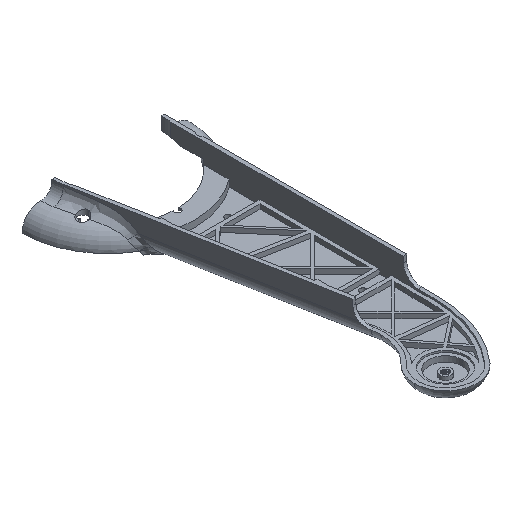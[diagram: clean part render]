
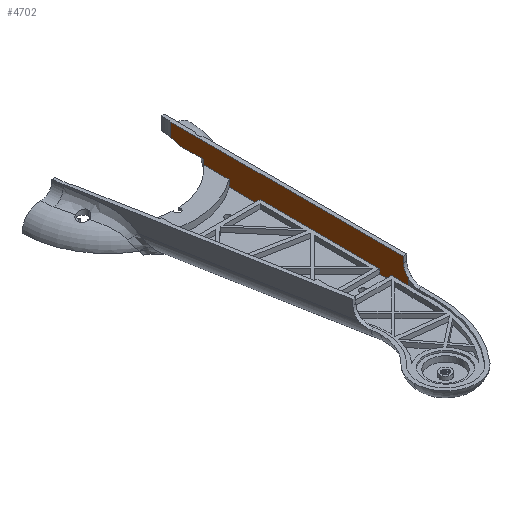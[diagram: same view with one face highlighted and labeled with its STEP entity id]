
A CAD part, isometric view. The second image highlights one B-rep face of the part: STEP entity #4702.
In plain terms, the highlighted planar face has unit normal (-1, 0, 0).
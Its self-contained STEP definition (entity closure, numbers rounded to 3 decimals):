
#46 = CARTESIAN_POINT ( 'NONE',  ( 28., -36.497, 8. ) ) ;
#56 = ORIENTED_EDGE ( 'NONE', *, *, #3153, .F. ) ;
#87 = EDGE_CURVE ( 'NONE', #5097, #6830, #3243, .T. ) ;
#127 = CARTESIAN_POINT ( 'NONE',  ( 28., -5.315, 12. ) ) ;
#194 = ORIENTED_EDGE ( 'NONE', *, *, #2302, .T. ) ;
#288 = VECTOR ( 'NONE', #5343, 1000. ) ;
#323 = DIRECTION ( 'NONE',  ( 0., -1., 0. ) ) ;
#352 = CARTESIAN_POINT ( 'NONE',  ( 28., -5.315, 10.5 ) ) ;
#455 = EDGE_CURVE ( 'NONE', #3722, #2820, #6324, .T. ) ;
#470 = VECTOR ( 'NONE', #323, 1000. ) ;
#547 = EDGE_CURVE ( 'NONE', #7855, #7874, #5187, .T. ) ;
#548 = EDGE_CURVE ( 'NONE', #3247, #2399, #4001, .T. ) ;
#579 = CARTESIAN_POINT ( 'NONE',  ( 28., -10.77, 10.5 ) ) ;
#622 = CARTESIAN_POINT ( 'NONE',  ( 28., -22.627, 8. ) ) ;
#662 = DIRECTION ( 'NONE',  ( 0., 1., 0. ) ) ;
#695 = ORIENTED_EDGE ( 'NONE', *, *, #6036, .T. ) ;
#742 = VECTOR ( 'NONE', #4860, 1000. ) ;
#753 = VECTOR ( 'NONE', #7935, 1000. ) ;
#1226 = LINE ( 'NONE', #3539, #288 ) ;
#1319 = DIRECTION ( 'NONE',  ( 0., -1., 0. ) ) ;
#1396 = CARTESIAN_POINT ( 'NONE',  ( 28., -123., 4.5 ) ) ;
#1494 = CARTESIAN_POINT ( 'NONE',  ( 28., -22.627, 10.5 ) ) ;
#1581 = EDGE_CURVE ( 'NONE', #5846, #2708, #3272, .T. ) ;
#1587 = VECTOR ( 'NONE', #6765, 1000. ) ;
#1694 = LINE ( 'NONE', #3706, #742 ) ;
#2067 = EDGE_CURVE ( 'NONE', #6817, #3247, #6449, .T. ) ;
#2126 = VERTEX_POINT ( 'NONE', #46 ) ;
#2141 = ORIENTED_EDGE ( 'NONE', *, *, #1581, .F. ) ;
#2182 = VECTOR ( 'NONE', #3602, 1000. ) ;
#2223 = EDGE_CURVE ( 'NONE', #6434, #6830, #5451, .T. ) ;
#2302 = EDGE_CURVE ( 'NONE', #5097, #7055, #6423, .T. ) ;
#2308 = CARTESIAN_POINT ( 'NONE',  ( 28., -129.612, 16. ) ) ;
#2377 = CARTESIAN_POINT ( 'NONE',  ( 28., -123., 4.5 ) ) ;
#2386 = EDGE_CURVE ( 'NONE', #2708, #2126, #8012, .T. ) ;
#2399 = VERTEX_POINT ( 'NONE', #7973 ) ;
#2538 = CARTESIAN_POINT ( 'NONE',  ( 28., -8.979, 11.143 ) ) ;
#2617 = CARTESIAN_POINT ( 'NONE',  ( 28., 0., 19. ) ) ;
#2678 = VERTEX_POINT ( 'NONE', #7883 ) ;
#2707 = VECTOR ( 'NONE', #5691, 1000. ) ;
#2708 = VERTEX_POINT ( 'NONE', #4741 ) ;
#2726 = CARTESIAN_POINT ( 'NONE',  ( 28., -129.612, 16. ) ) ;
#2733 = LINE ( 'NONE', #5367, #3034 ) ;
#2777 = ORIENTED_EDGE ( 'NONE', *, *, #6277, .F. ) ;
#2778 = LINE ( 'NONE', #4800, #470 ) ;
#2817 = ORIENTED_EDGE ( 'NONE', *, *, #3479, .T. ) ;
#2820 = VERTEX_POINT ( 'NONE', #2308 ) ;
#2935 = FACE_OUTER_BOUND ( 'NONE', #3975, .T. ) ;
#2968 = ORIENTED_EDGE ( 'NONE', *, *, #7592, .F. ) ;
#3004 = EDGE_CURVE ( 'NONE', #2820, #7855, #7680, .T. ) ;
#3013 = CARTESIAN_POINT ( 'NONE',  ( 28., -117., 7. ) ) ;
#3034 = VECTOR ( 'NONE', #4629, 1000. ) ;
#3054 = DIRECTION ( 'NONE',  ( -1., 0., 0. ) ) ;
#3102 = LINE ( 'NONE', #3647, #8103 ) ;
#3153 = EDGE_CURVE ( 'NONE', #2399, #3722, #7006, .T. ) ;
#3243 = LINE ( 'NONE', #7579, #6605 ) ;
#3247 = VERTEX_POINT ( 'NONE', #4968 ) ;
#3272 = LINE ( 'NONE', #5783, #5648 ) ;
#3384 = CARTESIAN_POINT ( 'NONE',  ( 28., -53., 7. ) ) ;
#3479 = EDGE_CURVE ( 'NONE', #6817, #7860, #2778, .T. ) ;
#3539 = CARTESIAN_POINT ( 'NONE',  ( 28., -131.995, 7. ) ) ;
#3560 = CARTESIAN_POINT ( 'NONE',  ( 28., -129.612, 19. ) ) ;
#3600 = DIRECTION ( 'NONE',  ( 0., -1., 0. ) ) ;
#3602 = DIRECTION ( 'NONE',  ( 0., 0., 1. ) ) ;
#3638 = VECTOR ( 'NONE', #6692, 1000. ) ;
#3639 = CARTESIAN_POINT ( 'NONE',  ( 28., -117., 4.5 ) ) ;
#3647 = CARTESIAN_POINT ( 'NONE',  ( 28., -117., 7. ) ) ;
#3656 = ORIENTED_EDGE ( 'NONE', *, *, #4152, .F. ) ;
#3706 = CARTESIAN_POINT ( 'NONE',  ( 28., -53., 7. ) ) ;
#3720 = CARTESIAN_POINT ( 'NONE',  ( 28., -36.497, 7. ) ) ;
#3722 = VERTEX_POINT ( 'NONE', #3560 ) ;
#3741 = ORIENTED_EDGE ( 'NONE', *, *, #547, .F. ) ;
#3862 = CARTESIAN_POINT ( 'NONE',  ( 28., -129.612, 13.85 ) ) ;
#3975 = EDGE_LOOP ( 'NONE', ( #2968, #7661, #7994, #194, #6847, #695, #3741, #4994, #4174, #56, #7814, #7957, #2817, #5879, #2777, #6624, #2141, #3656 ) ) ;
#4001 = LINE ( 'NONE', #352, #7717 ) ;
#4086 = CARTESIAN_POINT ( 'NONE',  ( 28., -131.995, 183.645 ) ) ;
#4133 = CARTESIAN_POINT ( 'NONE',  ( 28., -10.77, 10.5 ) ) ;
#4152 = EDGE_CURVE ( 'NONE', #7834, #5846, #1694, .T. ) ;
#4174 = ORIENTED_EDGE ( 'NONE', *, *, #455, .F. ) ;
#4247 = EDGE_CURVE ( 'NONE', #2678, #7055, #5602, .T. ) ;
#4294 = DIRECTION ( 'NONE',  ( 0., 1., 0. ) ) ;
#4360 = DIRECTION ( 'NONE',  ( 0., 1., 0. ) ) ;
#4409 = CARTESIAN_POINT ( 'NONE',  ( 28., -131.995, 10.344 ) ) ;
#4629 = DIRECTION ( 'NONE',  ( 0., 1., 0. ) ) ;
#4702 = ADVANCED_FACE ( 'NONE', ( #2935 ), #5616, .T. ) ;
#4741 = CARTESIAN_POINT ( 'NONE',  ( 28., -36.497, 4.5 ) ) ;
#4794 = VECTOR ( 'NONE', #6042, 1000. ) ;
#4800 = CARTESIAN_POINT ( 'NONE',  ( 28., 0., 10.5 ) ) ;
#4808 = AXIS2_PLACEMENT_3D ( 'NONE', #7435, #3054, #3600 ) ;
#4860 = DIRECTION ( 'NONE',  ( 0., 0., -1. ) ) ;
#4968 = CARTESIAN_POINT ( 'NONE',  ( 28., -5.315, 12. ) ) ;
#4973 = CARTESIAN_POINT ( 'NONE',  ( 28., -129.612, 16. ) ) ;
#4982 = VERTEX_POINT ( 'NONE', #622 ) ;
#4994 = ORIENTED_EDGE ( 'NONE', *, *, #3004, .F. ) ;
#5097 = VERTEX_POINT ( 'NONE', #2377 ) ;
#5187 = LINE ( 'NONE', #4086, #3638 ) ;
#5343 = DIRECTION ( 'NONE',  ( 0., 0., 1. ) ) ;
#5367 = CARTESIAN_POINT ( 'NONE',  ( 28., -147.321, 8. ) ) ;
#5451 = LINE ( 'NONE', #6464, #4794 ) ;
#5602 = LINE ( 'NONE', #8120, #6391 ) ;
#5616 = PLANE ( 'NONE',  #4808 ) ;
#5648 = VECTOR ( 'NONE', #4360, 1000. ) ;
#5657 = DIRECTION ( 'NONE',  ( 0., 1., 0. ) ) ;
#5691 = DIRECTION ( 'NONE',  ( 0., 0., -1. ) ) ;
#5766 = EDGE_CURVE ( 'NONE', #7860, #4982, #6688, .T. ) ;
#5783 = CARTESIAN_POINT ( 'NONE',  ( 28., -123., 4.5 ) ) ;
#5846 = VERTEX_POINT ( 'NONE', #7503 ) ;
#5879 = ORIENTED_EDGE ( 'NONE', *, *, #5766, .T. ) ;
#6036 = EDGE_CURVE ( 'NONE', #2678, #7874, #1226, .T. ) ;
#6042 = DIRECTION ( 'NONE',  ( 0., 0., -1. ) ) ;
#6277 = EDGE_CURVE ( 'NONE', #2126, #4982, #2733, .T. ) ;
#6303 = CARTESIAN_POINT ( 'NONE',  ( 28., -130.449, 11.864 ) ) ;
#6324 = LINE ( 'NONE', #2726, #2707 ) ;
#6345 = CARTESIAN_POINT ( 'NONE',  ( 28., -7.162, 11.655 ) ) ;
#6391 = VECTOR ( 'NONE', #4294, 1000. ) ;
#6423 = LINE ( 'NONE', #1396, #753 ) ;
#6434 = VERTEX_POINT ( 'NONE', #3013 ) ;
#6449 = B_SPLINE_CURVE_WITH_KNOTS ( 'NONE', 3,
 ( #579, #2538, #6345, #127 ),
 .UNSPECIFIED., .F., .F.,
 ( 4, 4 ),
 ( 0., 0.006 ),
 .UNSPECIFIED. ) ;
#6464 = CARTESIAN_POINT ( 'NONE',  ( 28., -117., 7. ) ) ;
#6528 = CARTESIAN_POINT ( 'NONE',  ( 28., -131.995, 8. ) ) ;
#6605 = VECTOR ( 'NONE', #662, 1000. ) ;
#6624 = ORIENTED_EDGE ( 'NONE', *, *, #2386, .F. ) ;
#6688 = LINE ( 'NONE', #7955, #1587 ) ;
#6692 = DIRECTION ( 'NONE',  ( 0., 0., -1. ) ) ;
#6765 = DIRECTION ( 'NONE',  ( 0., 0., -1. ) ) ;
#6802 = VECTOR ( 'NONE', #1319, 1000. ) ;
#6817 = VERTEX_POINT ( 'NONE', #4133 ) ;
#6830 = VERTEX_POINT ( 'NONE', #3639 ) ;
#6847 = ORIENTED_EDGE ( 'NONE', *, *, #4247, .F. ) ;
#7006 = LINE ( 'NONE', #2617, #6802 ) ;
#7055 = VERTEX_POINT ( 'NONE', #7640 ) ;
#7144 = CARTESIAN_POINT ( 'NONE',  ( 28., -131.995, 10.344 ) ) ;
#7229 = DIRECTION ( 'NONE',  ( 0., 0., 1. ) ) ;
#7435 = CARTESIAN_POINT ( 'NONE',  ( 28., -147.321, 183.645 ) ) ;
#7503 = CARTESIAN_POINT ( 'NONE',  ( 28., -53., 4.5 ) ) ;
#7579 = CARTESIAN_POINT ( 'NONE',  ( 28., -123., 4.5 ) ) ;
#7592 = EDGE_CURVE ( 'NONE', #6434, #7834, #3102, .T. ) ;
#7640 = CARTESIAN_POINT ( 'NONE',  ( 28., -123., 7. ) ) ;
#7661 = ORIENTED_EDGE ( 'NONE', *, *, #2223, .T. ) ;
#7680 =( BOUNDED_CURVE ( )  B_SPLINE_CURVE ( 3, ( #4973, #3862, #6303, #4409 ),
 .UNSPECIFIED., .F., .F. ) 
 B_SPLINE_CURVE_WITH_KNOTS ( ( 4, 4 ),
 ( 0., 0.785 ),
 .UNSPECIFIED. ) 
 CURVE ( )  GEOMETRIC_REPRESENTATION_ITEM ( )  RATIONAL_B_SPLINE_CURVE ( ( 1., 0.949, 0.949, 1. ) ) 
 REPRESENTATION_ITEM ( '' )  );
#7717 = VECTOR ( 'NONE', #7229, 1000. ) ;
#7814 = ORIENTED_EDGE ( 'NONE', *, *, #548, .F. ) ;
#7834 = VERTEX_POINT ( 'NONE', #3384 ) ;
#7855 = VERTEX_POINT ( 'NONE', #7144 ) ;
#7860 = VERTEX_POINT ( 'NONE', #1494 ) ;
#7874 = VERTEX_POINT ( 'NONE', #6528 ) ;
#7883 = CARTESIAN_POINT ( 'NONE',  ( 28., -131.995, 7. ) ) ;
#7935 = DIRECTION ( 'NONE',  ( 0., 0., 1. ) ) ;
#7955 = CARTESIAN_POINT ( 'NONE',  ( 28., -22.627, 10.5 ) ) ;
#7957 = ORIENTED_EDGE ( 'NONE', *, *, #2067, .F. ) ;
#7973 = CARTESIAN_POINT ( 'NONE',  ( 28., -5.315, 19. ) ) ;
#7994 = ORIENTED_EDGE ( 'NONE', *, *, #87, .F. ) ;
#8012 = LINE ( 'NONE', #3720, #2182 ) ;
#8103 = VECTOR ( 'NONE', #5657, 1000. ) ;
#8120 = CARTESIAN_POINT ( 'NONE',  ( 28., -36.497, 7. ) ) ;
